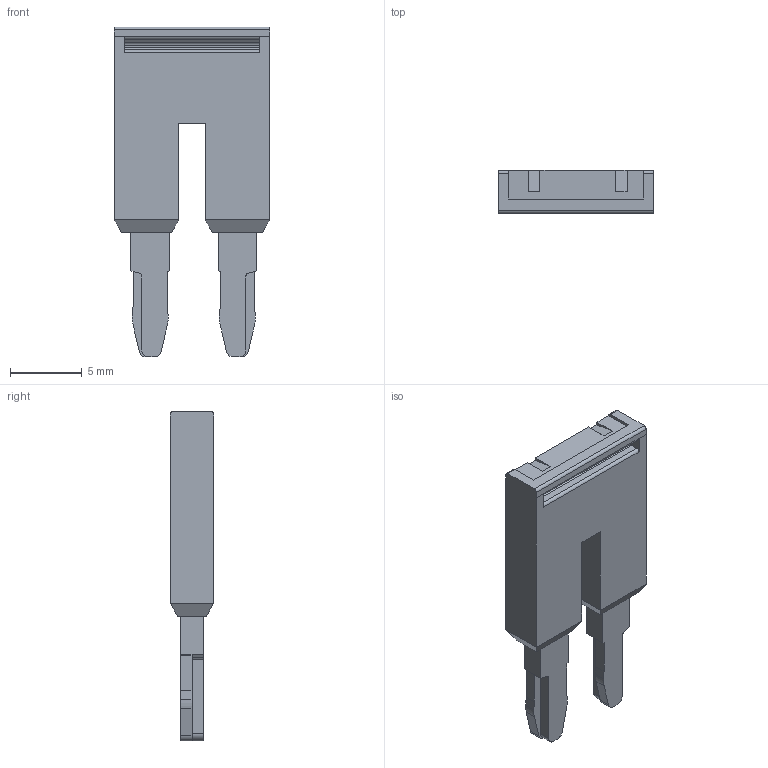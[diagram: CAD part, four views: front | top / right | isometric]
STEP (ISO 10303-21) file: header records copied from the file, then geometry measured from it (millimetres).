
FILE_DESCRIPTION(('STEP AP203'), '1');
FILE_NAME('MTS-J24_3D', '2024-05-24T14:19:05', ('砐錪賧瘔蠈錪 Windows'), (''), 'C3D Converter', 'C3D Toolkit', '');
FILE_SCHEMA(('CONFIG_CONTROL_DESIGN'));
Length unit declared in the file: millimetre
Bounding box: 10.82 x 3 x 23 mm (x, y, z)
Volume: 455.9 mm3; surface area: 628.4 mm2
Topology: 1 solids, 1 shells, 106 faces, 289 edges, 188 vertices
Faces by surface type: plane 79, cylinder 27
Entity records: 4198 total; most frequent: CARTESIAN_POINT 584, ORIENTED_EDGE 578, DIRECTION 557, EDGE_CURVE 289, LINE 235, VECTOR 235, VERTEX_POINT 188, AXIS2_PLACEMENT_3D 161
